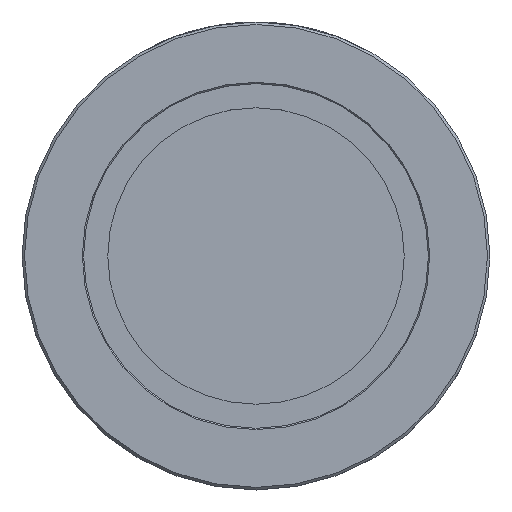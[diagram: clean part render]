
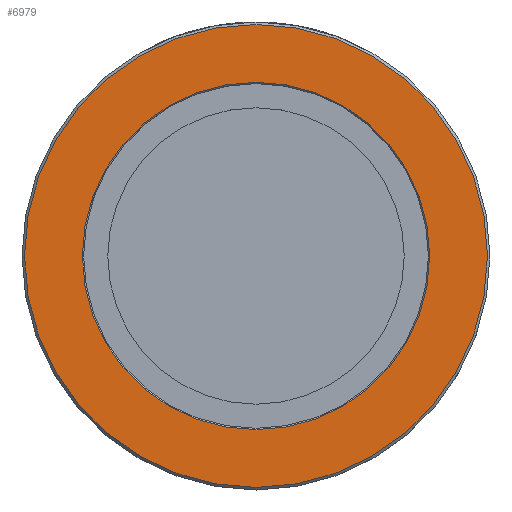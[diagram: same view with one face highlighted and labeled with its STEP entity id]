
A CAD part, top view. The second image highlights one B-rep face of the part: STEP entity #6979.
In plain terms, the highlighted planar face has unit normal (0, 0, 1).
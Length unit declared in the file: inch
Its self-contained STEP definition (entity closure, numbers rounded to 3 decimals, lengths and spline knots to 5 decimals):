
#2404=VERTEX_POINT('',#16282);
#2406=VERTEX_POINT('',#16287);
#2551=CIRCLE('',#7275,1.85008);
#2553=CIRCLE('',#7278,1.38795);
#3594=EDGE_CURVE('',#2404,#2404,#2551,.T.);
#3596=EDGE_CURVE('',#2406,#2406,#2553,.T.);
#5664=ORIENTED_EDGE('',*,*,#3596,.F.);
#5665=ORIENTED_EDGE('',*,*,#3594,.F.);
#6116=EDGE_LOOP('',(#5664));
#6117=EDGE_LOOP('',(#5665));
#6568=FACE_BOUND('',#6116,.T.);
#6569=FACE_BOUND('',#6117,.T.);
#6979=ADVANCED_FACE('',(#6568,#6569),#16434,.F.);
#7275=AXIS2_PLACEMENT_3D('',#16281,#8185,#8186);
#7277=AXIS2_PLACEMENT_3D('',#16285,#8189,$);
#7278=AXIS2_PLACEMENT_3D('',#16286,#8190,#8191);
#8185=DIRECTION('',(0.,0.,-1.));
#8186=DIRECTION('',(-1.85,0.,0.));
#8189=DIRECTION('',(0.,0.,-1.));
#8190=DIRECTION('',(0.,0.,1.));
#8191=DIRECTION('',(1.388,0.,0.));
#16281=CARTESIAN_POINT('',(0.,0.,0.));
#16282=CARTESIAN_POINT('',(1.85008,0.,0.));
#16285=CARTESIAN_POINT('',(0.,0.,0.));
#16286=CARTESIAN_POINT('',(0.,0.,0.));
#16287=CARTESIAN_POINT('',(-1.38795,0.,0.));
#16434=PLANE('',#7277);
